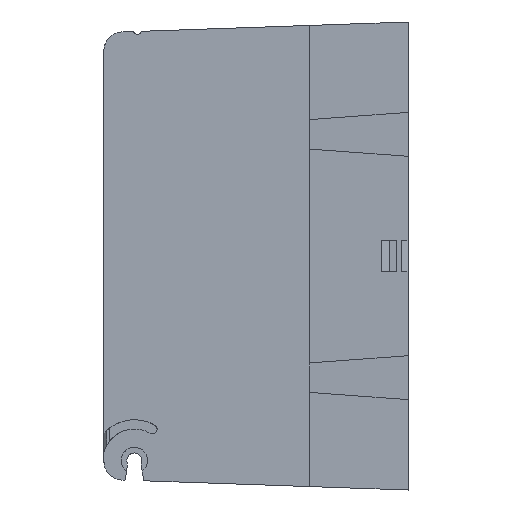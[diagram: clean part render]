
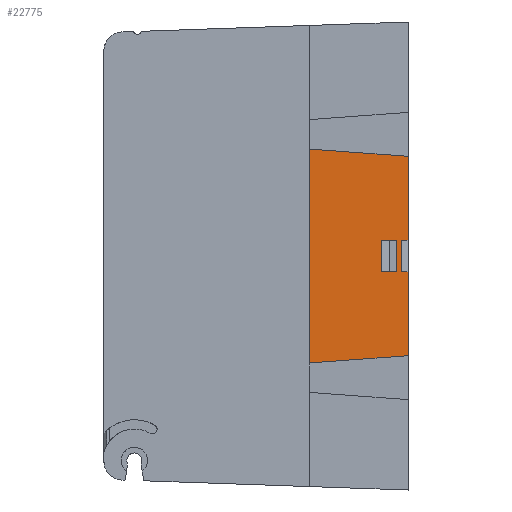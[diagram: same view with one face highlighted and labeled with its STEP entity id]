
A CAD part, left-side view. The second image highlights one B-rep face of the part: STEP entity #22775.
In plain terms, the highlighted planar face has unit normal (-1, 0, 0).
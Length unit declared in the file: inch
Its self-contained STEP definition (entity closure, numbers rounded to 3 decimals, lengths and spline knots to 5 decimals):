
#50 = ORIENTED_EDGE ( 'NONE', *, *, #4792, .T. ) ;
#563 = VERTEX_POINT ( 'NONE', #32085 ) ;
#601 = FACE_BOUND ( 'NONE', #4913, .T. ) ;
#613 = CARTESIAN_POINT ( 'NONE',  ( -0.9242, -1.3934, 0.17 ) ) ;
#718 = LINE ( 'NONE', #842, #14346 ) ;
#809 = DIRECTION ( 'NONE',  ( 0., -0.997, -0.074 ) ) ;
#842 = CARTESIAN_POINT ( 'NONE',  ( -0.9242, -0.87239, 1.12449 ) ) ;
#1131 = CARTESIAN_POINT ( 'NONE',  ( -0.9242, -1.555, -0.17 ) ) ;
#1206 = CARTESIAN_POINT ( 'NONE',  ( -0.9242, -1.3934, 0.17 ) ) ;
#1253 = ORIENTED_EDGE ( 'NONE', *, *, #12272, .F. ) ;
#1370 = VERTEX_POINT ( 'NONE', #9807 ) ;
#1418 = AXIS2_PLACEMENT_3D ( 'NONE', #6024, #23764, #8606 ) ;
#1848 = CARTESIAN_POINT ( 'NONE',  ( -0.9242, -1.675, -1.065 ) ) ;
#1941 = VECTOR ( 'NONE', #28989, 39.37008 ) ;
#2089 = CARTESIAN_POINT ( 'NONE',  ( -0.9242, -1.555, 0.17 ) ) ;
#2389 = LINE ( 'NONE', #10415, #15200 ) ;
#2634 = EDGE_CURVE ( 'NONE', #3838, #563, #2389, .T. ) ;
#2664 = VERTEX_POINT ( 'NONE', #6474 ) ;
#2791 = ORIENTED_EDGE ( 'NONE', *, *, #4610, .T. ) ;
#2801 = EDGE_CURVE ( 'NONE', #14394, #563, #718, .T. ) ;
#3233 = LINE ( 'NONE', #19334, #16041 ) ;
#3838 = VERTEX_POINT ( 'NONE', #10203 ) ;
#3941 = CARTESIAN_POINT ( 'NONE',  ( -0.9242, -1.3934, 0.17 ) ) ;
#4143 = ORIENTED_EDGE ( 'NONE', *, *, #2634, .T. ) ;
#4406 = EDGE_CURVE ( 'NONE', #14394, #2664, #29397, .T. ) ;
#4610 = EDGE_CURVE ( 'NONE', #2664, #5502, #17225, .T. ) ;
#4792 = EDGE_CURVE ( 'NONE', #6725, #17029, #3233, .T. ) ;
#4913 = EDGE_LOOP ( 'NONE', ( #1253, #12867, #29425, #13708 ) ) ;
#5000 = CARTESIAN_POINT ( 'NONE',  ( -0.9242, -1.605, 0.17 ) ) ;
#5502 = VERTEX_POINT ( 'NONE', #1848 ) ;
#6024 = CARTESIAN_POINT ( 'NONE',  ( -0.9242, -0.625, -2.21333 ) ) ;
#6269 = VERTEX_POINT ( 'NONE', #5000 ) ;
#6474 = CARTESIAN_POINT ( 'NONE',  ( -0.9242, -0.625, -1.14282 ) ) ;
#6725 = VERTEX_POINT ( 'NONE', #32474 ) ;
#6816 = VECTOR ( 'NONE', #13653, 39.37008 ) ;
#6852 = EDGE_LOOP ( 'NONE', ( #16767, #4143, #19623, #11854, #2791, #22292, #50, #14158 ) ) ;
#7180 = CARTESIAN_POINT ( 'NONE',  ( -0.9242, -1.3934, -0.17 ) ) ;
#8572 = CARTESIAN_POINT ( 'NONE',  ( -0.9242, -1.555, 0.17 ) ) ;
#8606 = DIRECTION ( 'NONE',  ( 0., 0., 1. ) ) ;
#9331 = EDGE_CURVE ( 'NONE', #3838, #6269, #21568, .T. ) ;
#9338 = LINE ( 'NONE', #14210, #22055 ) ;
#9569 = VECTOR ( 'NONE', #15453, 39.37008 ) ;
#9712 = DIRECTION ( 'NONE',  ( 0., 1., 0. ) ) ;
#9807 = CARTESIAN_POINT ( 'NONE',  ( -0.9242, -1.3934, -0.17 ) ) ;
#10203 = CARTESIAN_POINT ( 'NONE',  ( -0.9242, -1.675, 0.17 ) ) ;
#10415 = CARTESIAN_POINT ( 'NONE',  ( -0.9242, -1.675, -2.25 ) ) ;
#10472 = VECTOR ( 'NONE', #26445, 39.37008 ) ;
#10519 = DIRECTION ( 'NONE',  ( 0., 0., 1. ) ) ;
#11854 = ORIENTED_EDGE ( 'NONE', *, *, #4406, .T. ) ;
#12272 = EDGE_CURVE ( 'NONE', #31739, #17102, #21519, .T. ) ;
#12488 = EDGE_CURVE ( 'NONE', #6269, #17029, #29589, .T. ) ;
#12867 = ORIENTED_EDGE ( 'NONE', *, *, #21906, .T. ) ;
#12875 = CARTESIAN_POINT ( 'NONE',  ( -0.9242, -1.605, 0.17 ) ) ;
#13653 = DIRECTION ( 'NONE',  ( 0., 0., -1. ) ) ;
#13708 = ORIENTED_EDGE ( 'NONE', *, *, #18840, .F. ) ;
#14158 = ORIENTED_EDGE ( 'NONE', *, *, #12488, .F. ) ;
#14210 = CARTESIAN_POINT ( 'NONE',  ( -0.9242, -1.675, -2.25 ) ) ;
#14346 = VECTOR ( 'NONE', #809, 39.37008 ) ;
#14352 = DIRECTION ( 'NONE',  ( 0., 1., 0. ) ) ;
#14394 = VERTEX_POINT ( 'NONE', #16682 ) ;
#14402 = LINE ( 'NONE', #7180, #21150 ) ;
#15052 = FACE_OUTER_BOUND ( 'NONE', #6852, .T. ) ;
#15200 = VECTOR ( 'NONE', #10519, 39.37008 ) ;
#15453 = DIRECTION ( 'NONE',  ( 0., 0., -1. ) ) ;
#16041 = VECTOR ( 'NONE', #14352, 39.37008 ) ;
#16682 = CARTESIAN_POINT ( 'NONE',  ( -0.9242, -0.625, 1.14282 ) ) ;
#16767 = ORIENTED_EDGE ( 'NONE', *, *, #9331, .F. ) ;
#17029 = VERTEX_POINT ( 'NONE', #23272 ) ;
#17102 = VERTEX_POINT ( 'NONE', #613 ) ;
#17225 = LINE ( 'NONE', #23972, #10472 ) ;
#17916 = CARTESIAN_POINT ( 'NONE',  ( -0.9242, -0.625, 2.21333 ) ) ;
#17966 = DIRECTION ( 'NONE',  ( 0., 1., 0. ) ) ;
#18536 = VECTOR ( 'NONE', #24252, 39.37008 ) ;
#18575 = PLANE ( 'NONE',  #1418 ) ;
#18840 = EDGE_CURVE ( 'NONE', #17102, #1370, #19322, .T. ) ;
#19322 = LINE ( 'NONE', #3941, #18536 ) ;
#19334 = CARTESIAN_POINT ( 'NONE',  ( -0.9242, -1.675, -0.17 ) ) ;
#19623 = ORIENTED_EDGE ( 'NONE', *, *, #2801, .F. ) ;
#20441 = CARTESIAN_POINT ( 'NONE',  ( -0.9242, -1.675, 0.17 ) ) ;
#20543 = EDGE_CURVE ( 'NONE', #5502, #6725, #9338, .T. ) ;
#20766 = VECTOR ( 'NONE', #17966, 39.37008 ) ;
#21150 = VECTOR ( 'NONE', #9712, 39.37008 ) ;
#21157 = EDGE_CURVE ( 'NONE', #31036, #1370, #14402, .T. ) ;
#21519 = LINE ( 'NONE', #1206, #1941 ) ;
#21568 = LINE ( 'NONE', #20441, #20766 ) ;
#21906 = EDGE_CURVE ( 'NONE', #31739, #31036, #26899, .T. ) ;
#22055 = VECTOR ( 'NONE', #29195, 39.37008 ) ;
#22292 = ORIENTED_EDGE ( 'NONE', *, *, #20543, .T. ) ;
#22775 = ADVANCED_FACE ( 'NONE', ( #15052, #601 ), #18575, .T. ) ;
#22872 = VECTOR ( 'NONE', #23148, 39.37008 ) ;
#23148 = DIRECTION ( 'NONE',  ( 0., 0., -1. ) ) ;
#23272 = CARTESIAN_POINT ( 'NONE',  ( -0.9242, -1.605, -0.17 ) ) ;
#23764 = DIRECTION ( 'NONE',  ( -1., 0., 0. ) ) ;
#23972 = CARTESIAN_POINT ( 'NONE',  ( -0.9242, -1.675, -1.065 ) ) ;
#24252 = DIRECTION ( 'NONE',  ( 0., 0., -1. ) ) ;
#26445 = DIRECTION ( 'NONE',  ( 0., -0.997, 0.074 ) ) ;
#26899 = LINE ( 'NONE', #8572, #6816 ) ;
#28989 = DIRECTION ( 'NONE',  ( 0., 1., 0. ) ) ;
#29195 = DIRECTION ( 'NONE',  ( 0., 0., 1. ) ) ;
#29397 = LINE ( 'NONE', #17916, #22872 ) ;
#29425 = ORIENTED_EDGE ( 'NONE', *, *, #21157, .T. ) ;
#29589 = LINE ( 'NONE', #12875, #9569 ) ;
#31036 = VERTEX_POINT ( 'NONE', #1131 ) ;
#31739 = VERTEX_POINT ( 'NONE', #2089 ) ;
#32085 = CARTESIAN_POINT ( 'NONE',  ( -0.9242, -1.675, 1.065 ) ) ;
#32474 = CARTESIAN_POINT ( 'NONE',  ( -0.9242, -1.675, -0.17 ) ) ;
